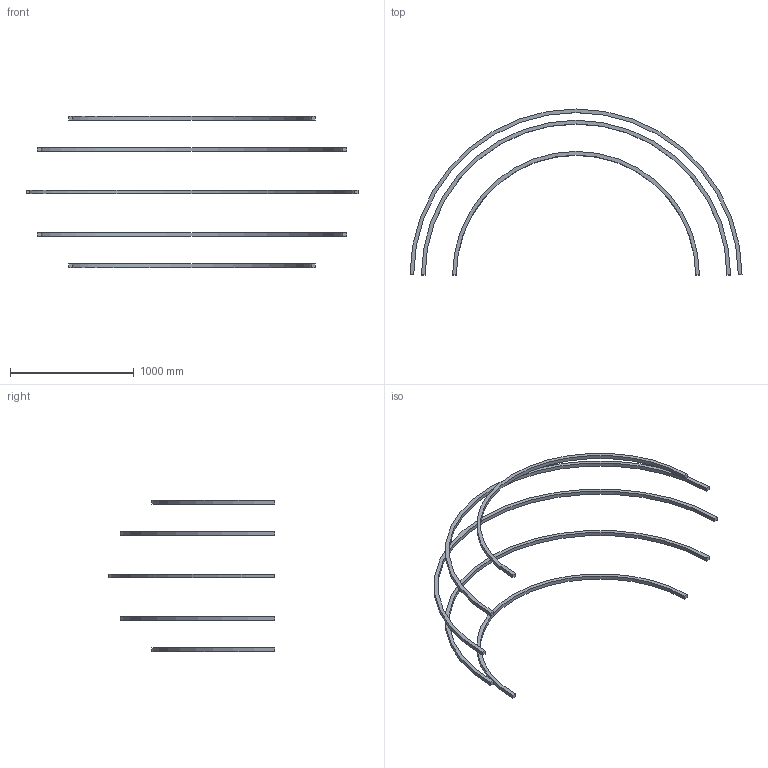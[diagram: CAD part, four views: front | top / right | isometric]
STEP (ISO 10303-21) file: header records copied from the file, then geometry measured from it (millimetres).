
FILE_DESCRIPTION(('FreeCAD Model'),'2;1');
FILE_NAME( 'poloidal_magnet.stp', '2019-07-01T17:23:53',('Author'),(''), 'Open CASCADE STEP processor 7.0','FreeCAD','Unknown');
FILE_SCHEMA(('AUTOMOTIVE_DESIGN { 1 0 10303 214 1 1 1 1 }'));
Length unit declared in the file: millimetre
Products named in the file (5): Open_CASCADE_STEP_translator_7.3_1.6; Open_CASCADE_STEP_translator_7.3_1.7; Open_CASCADE_STEP_translator_7.3_1.8; Open_CASCADE_STEP_translator_7.3_1.9; Open_CASCADE_STEP_translator_7.3_1.10
Bounding box: 2684 x 1342 x 1223.19 mm (x, y, z)
Volume: 16290330.7 mm3; surface area: 2181044.1 mm2
Topology: 5 solids, 5 shells, 30 faces, 60 edges, 40 vertices
Faces by surface type: plane 10, cylinder 10, bspline 10
Entity records: 8193 total; most frequent: CARTESIAN_POINT 6977, DIRECTION 162, ORIENTED_EDGE 120, PCURVE 120, DEFINITIONAL_REPRESENTATION 120, B_SPLINE_CURVE_WITH_KNOTS 80, EDGE_CURVE 60, SURFACE_CURVE 60
